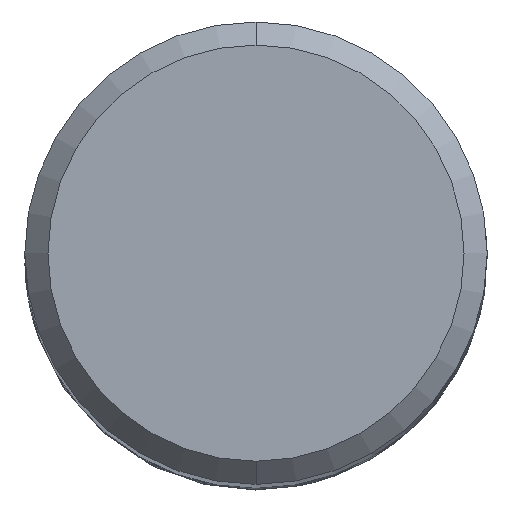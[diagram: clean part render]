
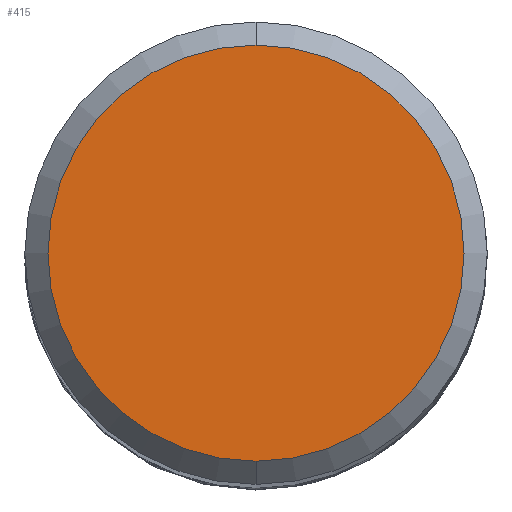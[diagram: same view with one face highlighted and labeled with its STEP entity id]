
A CAD part, top view. The second image highlights one B-rep face of the part: STEP entity #415.
In plain terms, the highlighted planar face has unit normal (0, 0, 1).
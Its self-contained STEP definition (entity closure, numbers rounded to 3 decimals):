
#415=ADVANCED_FACE('',(#1122),#1123,.T.);
#599=VERTEX_POINT('',#1317);
#631=EDGE_CURVE('',#599,#645,#1355,.T.);
#645=VERTEX_POINT('',#1369);
#833=EDGE_CURVE('',#645,#599,#1579,.T.);
#1122=FACE_OUTER_BOUND('',#2448,.T.);
#1123=PLANE('',#2449);
#1317=CARTESIAN_POINT('',(0.0,3.6,0.0));
#1355=CIRCLE('',#4205,3.6);
#1369=CARTESIAN_POINT('',(0.,-3.6,0.0));
#1579=CIRCLE('',#7141,3.6);
#2448=EDGE_LOOP('',(#9671,#9672));
#2449=AXIS2_PLACEMENT_3D('',#9673,#9674,#9675);
#4205=AXIS2_PLACEMENT_3D('',#9891,#9892,#9893);
#7141=AXIS2_PLACEMENT_3D('',#10156,#10157,#10158);
#9671=ORIENTED_EDGE('',*,*,#631,.F.);
#9672=ORIENTED_EDGE('',*,*,#833,.F.);
#9673=CARTESIAN_POINT('',(0.0,1.8,0.0));
#9674=DIRECTION('',(-0.0,0.0,1.0));
#9675=DIRECTION('',(0.0,-1.0,0.0));
#9891=CARTESIAN_POINT('',(0.0,0.0,0.0));
#9892=DIRECTION('',(0.0,0.0,-1.0));
#9893=DIRECTION('',(0.0,1.0,0.0));
#10156=CARTESIAN_POINT('',(0.0,0.0,0.0));
#10157=DIRECTION('',(0.0,0.0,-1.0));
#10158=DIRECTION('',(0.0,1.0,0.0));
